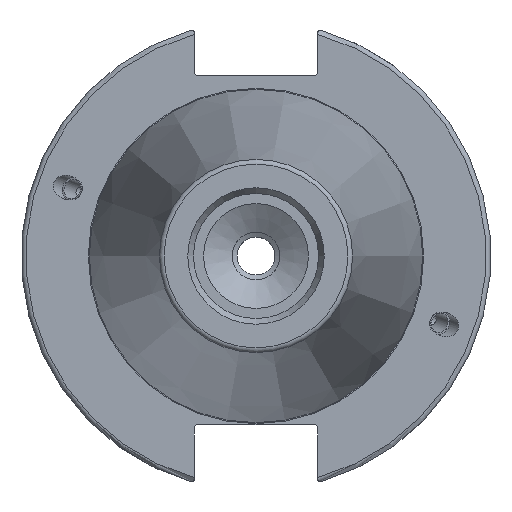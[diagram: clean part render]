
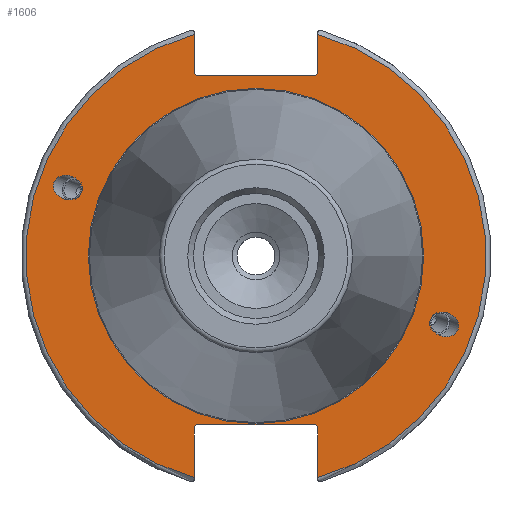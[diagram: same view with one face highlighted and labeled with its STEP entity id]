
A CAD part, left-side view. The second image highlights one B-rep face of the part: STEP entity #1606.
In plain terms, the highlighted planar face has unit normal (-1, 0, 0).
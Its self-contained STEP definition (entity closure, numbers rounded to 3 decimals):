
#71=FACE_BOUND('',#340,.T.);
#72=FACE_BOUND('',#341,.T.);
#73=FACE_BOUND('',#342,.T.);
#129=CIRCLE('',#1773,35.125);
#131=CIRCLE('',#1776,48.213);
#132=CIRCLE('',#1777,48.213);
#167=PLANE('',#1775);
#235=FACE_OUTER_BOUND('',#339,.T.);
#339=EDGE_LOOP('',(#1297,#1298,#1299,#1300,#1301,#1302,#1303,#1304,#1305,
#1306,#1307,#1308));
#340=EDGE_LOOP('',(#1309));
#341=EDGE_LOOP('',(#1310));
#342=EDGE_LOOP('',(#1311));
#438=LINE('',#3143,#533);
#439=LINE('',#3145,#534);
#440=LINE('',#3147,#535);
#441=LINE('',#3149,#536);
#442=LINE('',#3151,#537);
#443=LINE('',#3155,#538);
#444=LINE('',#3157,#539);
#445=LINE('',#3159,#540);
#446=LINE('',#3161,#541);
#447=LINE('',#3162,#542);
#533=VECTOR('',#2101,10.);
#534=VECTOR('',#2102,10.);
#535=VECTOR('',#2103,10.);
#536=VECTOR('',#2104,10.);
#537=VECTOR('',#2105,10.);
#538=VECTOR('',#2108,10.);
#539=VECTOR('',#2109,10.);
#540=VECTOR('',#2110,10.);
#541=VECTOR('',#2111,10.);
#542=VECTOR('',#2112,10.);
#582=ELLIPSE('',#1735,3.052,2.5);
#583=ELLIPSE('',#1769,3.052,2.5);
#705=VERTEX_POINT('',#2868);
#743=VERTEX_POINT('',#3127);
#746=VERTEX_POINT('',#3134);
#747=VERTEX_POINT('',#3139);
#748=VERTEX_POINT('',#3140);
#749=VERTEX_POINT('',#3142);
#750=VERTEX_POINT('',#3144);
#751=VERTEX_POINT('',#3146);
#752=VERTEX_POINT('',#3148);
#753=VERTEX_POINT('',#3150);
#754=VERTEX_POINT('',#3152);
#755=VERTEX_POINT('',#3154);
#756=VERTEX_POINT('',#3156);
#757=VERTEX_POINT('',#3158);
#758=VERTEX_POINT('',#3160);
#893=EDGE_CURVE('',#705,#705,#582,.T.);
#944=EDGE_CURVE('',#743,#743,#583,.T.);
#947=EDGE_CURVE('',#746,#746,#129,.T.);
#949=EDGE_CURVE('',#747,#748,#131,.T.);
#950=EDGE_CURVE('',#747,#749,#438,.T.);
#951=EDGE_CURVE('',#750,#749,#439,.T.);
#952=EDGE_CURVE('',#750,#751,#440,.T.);
#953=EDGE_CURVE('',#752,#751,#441,.T.);
#954=EDGE_CURVE('',#752,#753,#442,.T.);
#955=EDGE_CURVE('',#754,#753,#132,.T.);
#956=EDGE_CURVE('',#754,#755,#443,.T.);
#957=EDGE_CURVE('',#756,#755,#444,.T.);
#958=EDGE_CURVE('',#756,#757,#445,.T.);
#959=EDGE_CURVE('',#758,#757,#446,.T.);
#960=EDGE_CURVE('',#758,#748,#447,.T.);
#1297=ORIENTED_EDGE('',*,*,#949,.F.);
#1298=ORIENTED_EDGE('',*,*,#950,.T.);
#1299=ORIENTED_EDGE('',*,*,#951,.F.);
#1300=ORIENTED_EDGE('',*,*,#952,.T.);
#1301=ORIENTED_EDGE('',*,*,#953,.F.);
#1302=ORIENTED_EDGE('',*,*,#954,.T.);
#1303=ORIENTED_EDGE('',*,*,#955,.F.);
#1304=ORIENTED_EDGE('',*,*,#956,.T.);
#1305=ORIENTED_EDGE('',*,*,#957,.F.);
#1306=ORIENTED_EDGE('',*,*,#958,.T.);
#1307=ORIENTED_EDGE('',*,*,#959,.F.);
#1308=ORIENTED_EDGE('',*,*,#960,.T.);
#1309=ORIENTED_EDGE('',*,*,#893,.T.);
#1310=ORIENTED_EDGE('',*,*,#944,.T.);
#1311=ORIENTED_EDGE('',*,*,#947,.F.);
#1606=ADVANCED_FACE('',(#235,#71,#72,#73),#167,.T.);
#1735=AXIS2_PLACEMENT_3D('',#2870,#2001,#2002);
#1769=AXIS2_PLACEMENT_3D('',#3129,#2085,#2086);
#1773=AXIS2_PLACEMENT_3D('',#3136,#2093,#2094);
#1775=AXIS2_PLACEMENT_3D('',#3138,#2097,#2098);
#1776=AXIS2_PLACEMENT_3D('',#3141,#2099,#2100);
#1777=AXIS2_PLACEMENT_3D('',#3153,#2106,#2107);
#2001=DIRECTION('center_axis',(1.,0.,0.));
#2002=DIRECTION('ref_axis',(0.,-0.94,-0.342));
#2085=DIRECTION('center_axis',(1.,0.,0.));
#2086=DIRECTION('ref_axis',(0.,0.94,0.342));
#2093=DIRECTION('center_axis',(-1.,0.,0.));
#2094=DIRECTION('ref_axis',(0.,-1.,0.));
#2097=DIRECTION('center_axis',(-1.,0.,0.));
#2098=DIRECTION('ref_axis',(0.,0.,1.));
#2099=DIRECTION('center_axis',(1.,0.,0.));
#2100=DIRECTION('ref_axis',(0.,-1.,0.));
#2101=DIRECTION('',(0.,0.,-1.));
#2102=DIRECTION('',(0.,-0.707,0.707));
#2103=DIRECTION('',(0.,1.,0.));
#2104=DIRECTION('',(0.,-0.707,-0.707));
#2105=DIRECTION('',(0.,0.,1.));
#2106=DIRECTION('center_axis',(1.,0.,0.));
#2107=DIRECTION('ref_axis',(0.,1.,0.));
#2108=DIRECTION('',(0.,0.,1.));
#2109=DIRECTION('',(0.,0.707,-0.707));
#2110=DIRECTION('',(0.,-1.,0.));
#2111=DIRECTION('',(0.,0.707,0.707));
#2112=DIRECTION('',(0.,0.,-1.));
#2868=CARTESIAN_POINT('',(3.175,-36.599,-13.321));
#2870=CARTESIAN_POINT('Origin',(3.175,-39.467,-14.365));
#3127=CARTESIAN_POINT('',(3.175,36.599,13.321));
#3129=CARTESIAN_POINT('Origin',(3.175,39.467,14.365));
#3134=CARTESIAN_POINT('',(3.175,0.,35.125));
#3136=CARTESIAN_POINT('Origin',(3.175,0.,0.));
#3138=CARTESIAN_POINT('Origin',(3.175,49.213,0.));
#3139=CARTESIAN_POINT('',(3.175,-12.95,46.441));
#3140=CARTESIAN_POINT('',(3.175,-12.95,-46.441));
#3141=CARTESIAN_POINT('Origin',(3.175,0.,0.));
#3142=CARTESIAN_POINT('',(3.175,-12.95,38.219));
#3143=CARTESIAN_POINT('',(3.175,-12.95,18.86));
#3144=CARTESIAN_POINT('',(3.175,-12.45,37.719));
#3145=CARTESIAN_POINT('',(3.175,12.27,12.999));
#3146=CARTESIAN_POINT('',(3.175,12.45,37.719));
#3147=CARTESIAN_POINT('',(3.175,24.606,37.719));
#3148=CARTESIAN_POINT('',(3.175,12.95,38.219));
#3149=CARTESIAN_POINT('',(3.175,12.336,37.605));
#3150=CARTESIAN_POINT('',(3.175,12.95,46.441));
#3151=CARTESIAN_POINT('',(3.175,12.95,18.86));
#3152=CARTESIAN_POINT('',(3.175,12.95,-46.441));
#3153=CARTESIAN_POINT('Origin',(3.175,0.,0.));
#3154=CARTESIAN_POINT('',(3.175,12.95,-35.806));
#3155=CARTESIAN_POINT('',(3.175,12.95,-17.653));
#3156=CARTESIAN_POINT('',(3.175,12.45,-35.306));
#3157=CARTESIAN_POINT('',(3.175,12.939,-35.795));
#3158=CARTESIAN_POINT('',(3.175,-12.45,-35.306));
#3159=CARTESIAN_POINT('',(3.175,24.606,-35.306));
#3160=CARTESIAN_POINT('',(3.175,-12.95,-35.806));
#3161=CARTESIAN_POINT('',(3.175,11.667,-11.189));
#3162=CARTESIAN_POINT('',(3.175,-12.95,-17.653));
